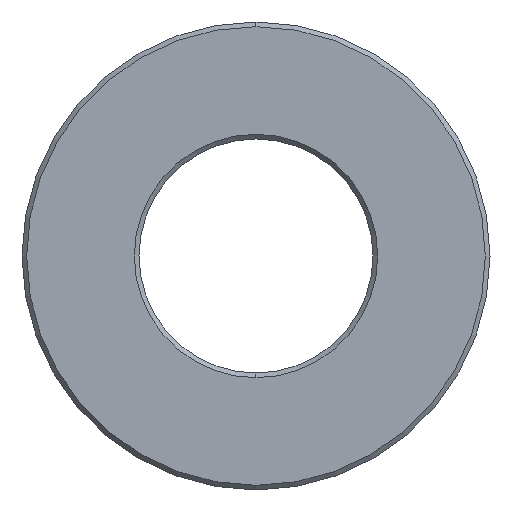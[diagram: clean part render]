
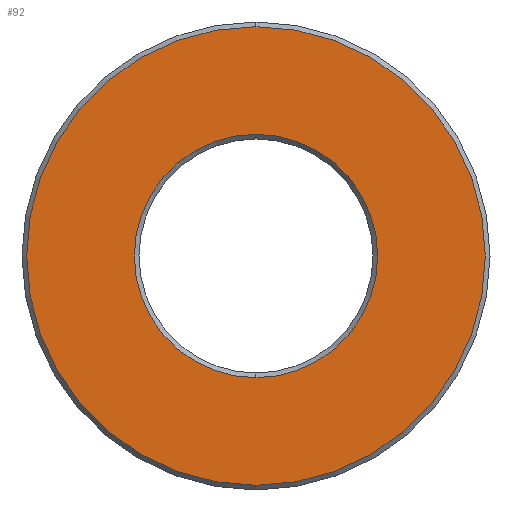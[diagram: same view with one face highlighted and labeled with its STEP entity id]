
A CAD part, left-side view. The second image highlights one B-rep face of the part: STEP entity #92.
In plain terms, the highlighted planar face has unit normal (-1, 0, 0).
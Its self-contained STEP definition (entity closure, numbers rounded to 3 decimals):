
#1 = EDGE_CURVE ( 'NONE', #225, #171, #216, .T. ) ;
#8 = AXIS2_PLACEMENT_3D ( 'NONE', #52, #232, #270 ) ;
#17 = CARTESIAN_POINT ( 'NONE',  ( 0., 0., -2.6 ) ) ;
#30 = FACE_BOUND ( 'NONE', #274, .T. ) ;
#34 = DIRECTION ( 'NONE',  ( 0., 0., -1. ) ) ;
#52 = CARTESIAN_POINT ( 'NONE',  ( 0., 0., 0. ) ) ;
#57 = ORIENTED_EDGE ( 'NONE', *, *, #1, .T. ) ;
#58 = CARTESIAN_POINT ( 'NONE',  ( 0., 0., 2.6 ) ) ;
#73 = DIRECTION ( 'NONE',  ( 1., 0., 0. ) ) ;
#78 = CARTESIAN_POINT ( 'NONE',  ( 0., 0., -4.9 ) ) ;
#92 = ADVANCED_FACE ( 'NONE', ( #30, #229 ), #134, .F. ) ;
#98 = EDGE_CURVE ( 'NONE', #171, #225, #405, .T. ) ;
#123 = CIRCLE ( 'NONE', #8, 2.6 ) ;
#126 = DIRECTION ( 'NONE',  ( 1., 0., 0. ) ) ;
#130 = DIRECTION ( 'NONE',  ( -1., 0., 0. ) ) ;
#131 = DIRECTION ( 'NONE',  ( -1., 0., 0. ) ) ;
#134 = PLANE ( 'NONE',  #215 ) ;
#166 = DIRECTION ( 'NONE',  ( 0., 0., -1. ) ) ;
#171 = VERTEX_POINT ( 'NONE', #261 ) ;
#193 = DIRECTION ( 'NONE',  ( 0., 0., -1. ) ) ;
#204 = CARTESIAN_POINT ( 'NONE',  ( 0., 0., 0. ) ) ;
#209 = ORIENTED_EDGE ( 'NONE', *, *, #335, .T. ) ;
#210 = AXIS2_PLACEMENT_3D ( 'NONE', #204, #73, #166 ) ;
#212 = ORIENTED_EDGE ( 'NONE', *, *, #98, .T. ) ;
#215 = AXIS2_PLACEMENT_3D ( 'NONE', #226, #126, #34 ) ;
#216 = CIRCLE ( 'NONE', #313, 4.9 ) ;
#225 = VERTEX_POINT ( 'NONE', #78 ) ;
#226 = CARTESIAN_POINT ( 'NONE',  ( 0., 0., 0. ) ) ;
#228 = EDGE_CURVE ( 'NONE', #295, #381, #384, .T. ) ;
#229 = FACE_OUTER_BOUND ( 'NONE', #396, .T. ) ;
#232 = DIRECTION ( 'NONE',  ( 1., 0., 0. ) ) ;
#261 = CARTESIAN_POINT ( 'NONE',  ( 0., 0., 4.9 ) ) ;
#267 = AXIS2_PLACEMENT_3D ( 'NONE', #288, #130, #193 ) ;
#270 = DIRECTION ( 'NONE',  ( 0., 0., -1. ) ) ;
#274 = EDGE_LOOP ( 'NONE', ( #398, #209 ) ) ;
#288 = CARTESIAN_POINT ( 'NONE',  ( 0., 0., 0. ) ) ;
#295 = VERTEX_POINT ( 'NONE', #58 ) ;
#313 = AXIS2_PLACEMENT_3D ( 'NONE', #316, #131, #412 ) ;
#316 = CARTESIAN_POINT ( 'NONE',  ( 0., 0., 0. ) ) ;
#335 = EDGE_CURVE ( 'NONE', #381, #295, #123, .T. ) ;
#381 = VERTEX_POINT ( 'NONE', #17 ) ;
#384 = CIRCLE ( 'NONE', #210, 2.6 ) ;
#396 = EDGE_LOOP ( 'NONE', ( #57, #212 ) ) ;
#398 = ORIENTED_EDGE ( 'NONE', *, *, #228, .T. ) ;
#405 = CIRCLE ( 'NONE', #267, 4.9 ) ;
#412 = DIRECTION ( 'NONE',  ( 0., 0., -1. ) ) ;
